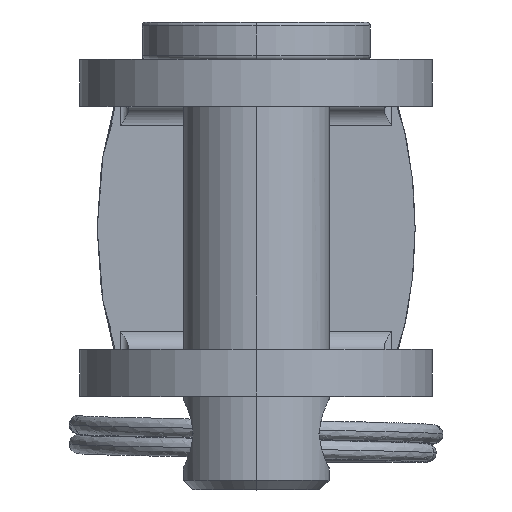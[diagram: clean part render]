
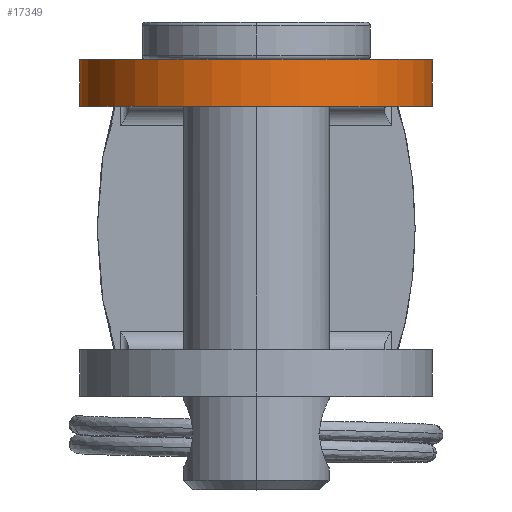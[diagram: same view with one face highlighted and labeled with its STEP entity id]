
A CAD part, top view. The second image highlights one B-rep face of the part: STEP entity #17349.
In plain terms, the highlighted cylindrical face has radius 9.426 mm (diameter 18.852 mm), a partial arc.
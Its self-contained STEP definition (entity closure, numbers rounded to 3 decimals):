
#58 = ORIENTED_EDGE ( 'NONE', *, *, #11411, .T. ) ;
#89 = EDGE_CURVE ( 'NONE', #5022, #10272, #4319, .T. ) ;
#1146 = EDGE_CURVE ( 'NONE', #16698, #8824, #7628, .T. ) ;
#1728 = DIRECTION ( 'NONE',  ( 0., -1., 0. ) ) ;
#1897 = DIRECTION ( 'NONE',  ( 0., 1., 0. ) ) ;
#2066 = FACE_OUTER_BOUND ( 'NONE', #5836, .T. ) ;
#3050 = EDGE_CURVE ( 'NONE', #10272, #8824, #11721, .T. ) ;
#3679 = DIRECTION ( 'NONE',  ( 0., -1., 0. ) ) ;
#3847 = CARTESIAN_POINT ( 'NONE',  ( 9.25, 6.5, 12.762 ) ) ;
#4319 = CIRCLE ( 'NONE', #6358, 9.426 ) ;
#5022 = VERTEX_POINT ( 'NONE', #16235 ) ;
#5063 = VECTOR ( 'NONE', #3679, 1000. ) ;
#5556 = AXIS2_PLACEMENT_3D ( 'NONE', #9019, #1728, #19542 ) ;
#5836 = EDGE_LOOP ( 'NONE', ( #11797, #17758, #6097, #58 ) ) ;
#6097 = ORIENTED_EDGE ( 'NONE', *, *, #89, .F. ) ;
#6358 = AXIS2_PLACEMENT_3D ( 'NONE', #6997, #10269, #10422 ) ;
#6997 = CARTESIAN_POINT ( 'NONE',  ( 0., 9., 14.574 ) ) ;
#7628 = CIRCLE ( 'NONE', #15538, 9.426 ) ;
#8824 = VERTEX_POINT ( 'NONE', #3847 ) ;
#9019 = CARTESIAN_POINT ( 'NONE',  ( 0., 9., 14.574 ) ) ;
#9678 = CARTESIAN_POINT ( 'NONE',  ( -9.25, 6.5, 12.762 ) ) ;
#9947 = LINE ( 'NONE', #15145, #17674 ) ;
#10269 = DIRECTION ( 'NONE',  ( 0., 1., 0. ) ) ;
#10272 = VERTEX_POINT ( 'NONE', #13767 ) ;
#10422 = DIRECTION ( 'NONE',  ( 0., 0., -1. ) ) ;
#10844 = DIRECTION ( 'NONE',  ( 0., 0., -1. ) ) ;
#11411 = EDGE_CURVE ( 'NONE', #5022, #16698, #9947, .T. ) ;
#11721 = LINE ( 'NONE', #21281, #5063 ) ;
#11797 = ORIENTED_EDGE ( 'NONE', *, *, #1146, .T. ) ;
#12543 = CARTESIAN_POINT ( 'NONE',  ( 0., 6.5, 14.574 ) ) ;
#13154 = DIRECTION ( 'NONE',  ( 0., -1., 0. ) ) ;
#13767 = CARTESIAN_POINT ( 'NONE',  ( 9.25, 9., 12.762 ) ) ;
#14265 = CYLINDRICAL_SURFACE ( 'NONE', #5556, 9.426 ) ;
#15145 = CARTESIAN_POINT ( 'NONE',  ( -9.25, 9., 12.762 ) ) ;
#15538 = AXIS2_PLACEMENT_3D ( 'NONE', #12543, #1897, #10844 ) ;
#16235 = CARTESIAN_POINT ( 'NONE',  ( -9.25, 9., 12.762 ) ) ;
#16698 = VERTEX_POINT ( 'NONE', #9678 ) ;
#17349 = ADVANCED_FACE ( 'NONE', ( #2066 ), #14265, .T. ) ;
#17674 = VECTOR ( 'NONE', #13154, 1000. ) ;
#17758 = ORIENTED_EDGE ( 'NONE', *, *, #3050, .F. ) ;
#19542 = DIRECTION ( 'NONE',  ( 0., 0., -1. ) ) ;
#21281 = CARTESIAN_POINT ( 'NONE',  ( 9.25, 9., 12.762 ) ) ;
